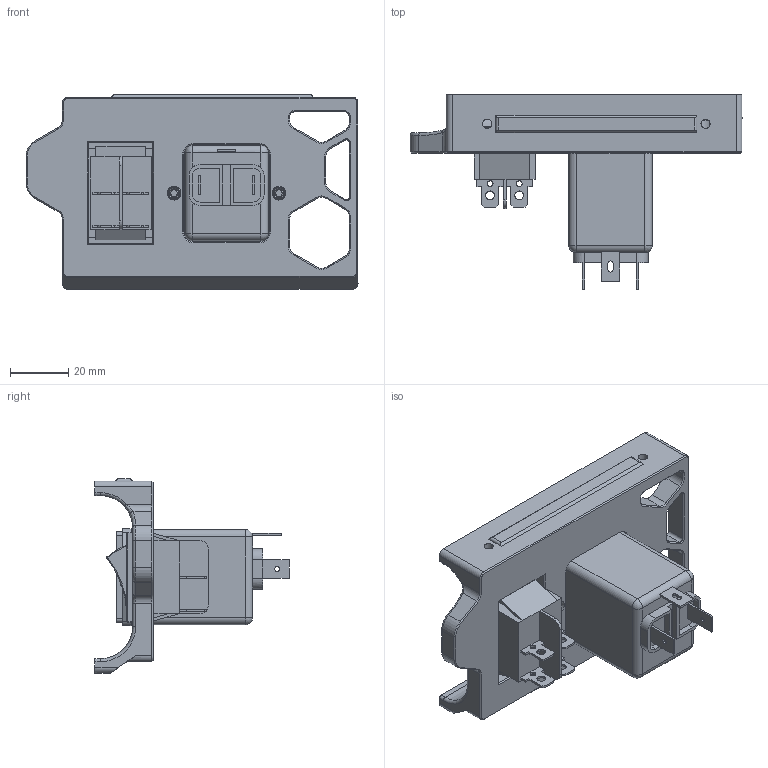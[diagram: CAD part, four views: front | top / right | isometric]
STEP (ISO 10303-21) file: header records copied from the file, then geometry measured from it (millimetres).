
FILE_DESCRIPTION(/* description */ (''),/* implementation_level */ '2;1');
FILE_NAME(/* name */ 'power_inlet.step',/* time_stamp */ '2022-04-05T21:56:52-06:00',/* author */ (''),/* organization */ (''),/* preprocessor_version */ 'ST-DEVELOPER v18.1',/* originating_system */ 'Autodesk Translation Framework v10.14.0.1471',/* authorisation */ '');
FILE_SCHEMA (('AUTOMOTIVE_DESIGN { 1 0 10303 214 3 1 1 }'));
Length unit declared in the file: millimetre
Products named in the file (15): Filtered; c-3-1609115-3-a; Switch DPST; Switch DPST (1); 8008:5430; 8008:5938; 8008:6210; 8009:461; 8009:2302; 8009:2553; 8009:2706; M3 Threaded Insert (51); M3 Threaded Insert (50); M3x10 FHCS; M3x10 FHCS (1)
Assembly tree (14 placements, depth 4):
  Filtered
    c-3-1609115-3-a
    Switch DPST
      Switch DPST (1)
        8008:5430
        8008:5938
        8008:6210
        8009:461
        8009:2302
        8009:2553
        8009:2706
    M3 Threaded Insert (51)
    M3 Threaded Insert (50)
    M3x10 FHCS
    M3x10 FHCS (1)
Bounding box: 114 x 66.75 x 66.8 mm (x, y, z)
Volume: 87096.8 mm3; surface area: 41980.4 mm2
Topology: 13 solids, 13 shells, 781 faces, 2032 edges, 1298 vertices
Faces by surface type: plane 332, cylinder 215, bspline 158, cone 51, torus 13, sphere 12
Full cylindrical faces by diameter (mm): 1.651 x2, 2 x4, 2.9 x2, 3 x10, 3.2 x4, 4.064 x2, 4.2 x2, 4.25 x2, 4.6 x2, 4.7 x3, 6 x4, 7.366 x3
Entity records: 28141 total; most frequent: CARTESIAN_POINT 9054, ORIENTED_EDGE 4048, DIRECTION 3631, EDGE_CURVE 2024, AXIS2_PLACEMENT_3D 1322, VERTEX_POINT 1298, LINE 987, VECTOR 987
